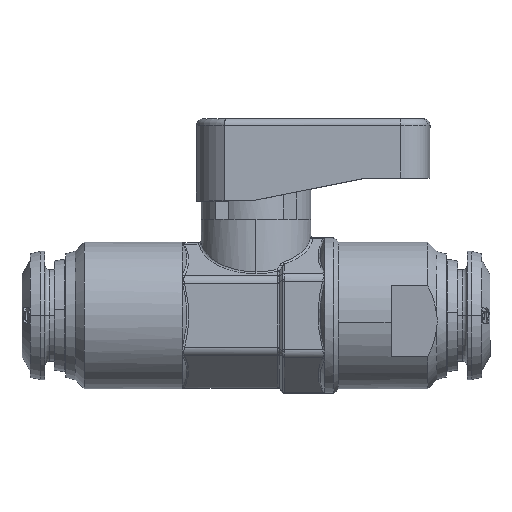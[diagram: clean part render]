
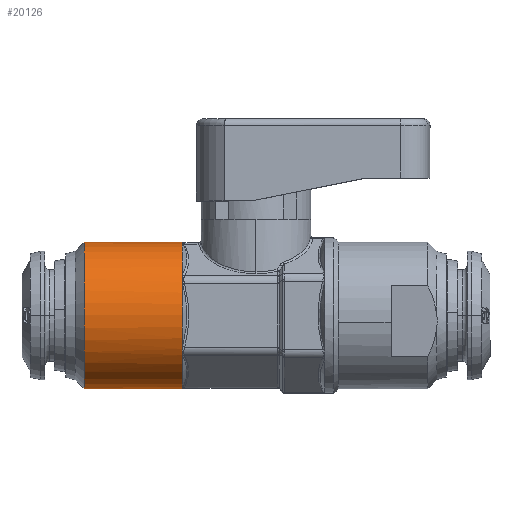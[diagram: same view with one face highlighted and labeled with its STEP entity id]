
A CAD part, top view. The second image highlights one B-rep face of the part: STEP entity #20126.
In plain terms, the highlighted cylindrical face has radius 8 mm (diameter 16 mm), a partial arc.
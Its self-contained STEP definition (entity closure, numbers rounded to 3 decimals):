
#3148 = EDGE_LOOP ( 'NONE', ( #29021, #29022, #29023, #29024, #29025, #29026, #29027, #29028, #29029, #29030 ) ) ;
#7290 = CARTESIAN_POINT ( 'NONE',  ( -2.887, 4.328, 6.728 ) ) ;
#7292 = CARTESIAN_POINT ( 'NONE',  ( -2.887, -3.662, 7.112 ) ) ;
#7294 = CARTESIAN_POINT ( 'NONE',  ( -2.887, -7.991, 0.385 ) ) ;
#7296 = CARTESIAN_POINT ( 'NONE',  ( -2.887, -4.328, 6.728 ) ) ;
#7297 = CARTESIAN_POINT ( 'NONE',  ( -2.887, 7.991, 0.385 ) ) ;
#7298 = CARTESIAN_POINT ( 'NONE',  ( -2.876, -8., 0. ) ) ;
#7300 = CARTESIAN_POINT ( 'NONE',  ( -13.588, 8., 0. ) ) ;
#7301 = CARTESIAN_POINT ( 'NONE',  ( -13.588, -8., 0. ) ) ;
#7312 = CARTESIAN_POINT ( 'NONE',  ( -2.876, 8., 0. ) ) ;
#7314 = CARTESIAN_POINT ( 'NONE',  ( -2.887, 3.662, 7.112 ) ) ;
#20126 = ADVANCED_FACE ( 'NONE', ( #39931 ), #39914, .T. ) ;
#22329 = AXIS2_PLACEMENT_3D ( 'NONE', #32538, #32539, #32540 ) ;
#22331 = AXIS2_PLACEMENT_3D ( 'NONE', #32562, #32563, #32564 ) ;
#22332 = AXIS2_PLACEMENT_3D ( 'NONE', #32571, #32572, #32573 ) ;
#22333 = AXIS2_PLACEMENT_3D ( 'NONE', #32580, #32581, #32582 ) ;
#23818 = EDGE_CURVE ( 'NONE', #24974, #24973, #37693, .T. ) ;
#23823 = EDGE_CURVE ( 'NONE', #24970, #24985, #31871, .T. ) ;
#23824 = EDGE_CURVE ( 'NONE', #24985, #24973, #37717, .T. ) ;
#23825 = EDGE_CURVE ( 'NONE', #24971, #24974, #37713, .T. ) ;
#23826 = EDGE_CURVE ( 'NONE', #24971, #24967, #31872, .T. ) ;
#23827 = EDGE_CURVE ( 'NONE', #24969, #24967, #37725, .T. ) ;
#23828 = EDGE_CURVE ( 'NONE', #24969, #24965, #31873, .T. ) ;
#23829 = EDGE_CURVE ( 'NONE', #24987, #24965, #37727, .T. ) ;
#23830 = EDGE_CURVE ( 'NONE', #24987, #24963, #31874, .T. ) ;
#23831 = EDGE_CURVE ( 'NONE', #24970, #24963, #37706, .T. ) ;
#24963 = VERTEX_POINT ( 'NONE', #7290 ) ;
#24965 = VERTEX_POINT ( 'NONE', #7292 ) ;
#24967 = VERTEX_POINT ( 'NONE', #7294 ) ;
#24969 = VERTEX_POINT ( 'NONE', #7296 ) ;
#24970 = VERTEX_POINT ( 'NONE', #7297 ) ;
#24971 = VERTEX_POINT ( 'NONE', #7298 ) ;
#24973 = VERTEX_POINT ( 'NONE', #7300 ) ;
#24974 = VERTEX_POINT ( 'NONE', #7301 ) ;
#24985 = VERTEX_POINT ( 'NONE', #7312 ) ;
#24987 = VERTEX_POINT ( 'NONE', #7314 ) ;
#25388 = AXIS2_PLACEMENT_3D ( 'NONE', #33882, #33883, #33881 ) ;
#29021 = ORIENTED_EDGE ( 'NONE', *, *, #23823, .T. ) ;
#29022 = ORIENTED_EDGE ( 'NONE', *, *, #23824, .T. ) ;
#29023 = ORIENTED_EDGE ( 'NONE', *, *, #23818, .F. ) ;
#29024 = ORIENTED_EDGE ( 'NONE', *, *, #23825, .F. ) ;
#29025 = ORIENTED_EDGE ( 'NONE', *, *, #23826, .T. ) ;
#29026 = ORIENTED_EDGE ( 'NONE', *, *, #23827, .F. ) ;
#29027 = ORIENTED_EDGE ( 'NONE', *, *, #23828, .T. ) ;
#29028 = ORIENTED_EDGE ( 'NONE', *, *, #23829, .F. ) ;
#29029 = ORIENTED_EDGE ( 'NONE', *, *, #23830, .T. ) ;
#29030 = ORIENTED_EDGE ( 'NONE', *, *, #23831, .F. ) ;
#31871 = B_SPLINE_CURVE_WITH_KNOTS ( 'NONE', 3,
 ( #32549, #32542, #32553, #32554 ),
 .UNSPECIFIED., .F., .F.,
 ( 4, 4 ),
 ( 0., 0. ),
 .UNSPECIFIED. ) ;
#31872 = B_SPLINE_CURVE_WITH_KNOTS ( 'NONE', 3,
 ( #32555, #32543, #32558, #32559 ),
 .UNSPECIFIED., .F., .F.,
 ( 4, 4 ),
 ( 0., 0.001 ),
 .UNSPECIFIED. ) ;
#31873 = B_SPLINE_CURVE_WITH_KNOTS ( 'NONE', 3,
 ( #32560, #32561, #32565, #32566, #32567, #32568 ),
 .UNSPECIFIED., .F., .F.,
 ( 4, 2, 4 ),
 ( 0., 0., 0.001 ),
 .UNSPECIFIED. ) ;
#31874 = B_SPLINE_CURVE_WITH_KNOTS ( 'NONE', 3,
 ( #32574, #32569, #32570, #32575, #32576, #32577 ),
 .UNSPECIFIED., .F., .F.,
 ( 4, 2, 4 ),
 ( 0., 0., 0.001 ),
 .UNSPECIFIED. ) ;
#32538 = CARTESIAN_POINT ( 'NONE',  ( -13.588, 0., 0. ) ) ;
#32539 = DIRECTION ( 'NONE',  ( -1., 0., 0. ) ) ;
#32540 = DIRECTION ( 'NONE',  ( 0., -1., 0. ) ) ;
#32542 = CARTESIAN_POINT ( 'NONE',  ( -2.887, 7.997, 0.256 ) ) ;
#32543 = CARTESIAN_POINT ( 'NONE',  ( -2.876, -8., 0.128 ) ) ;
#32549 = CARTESIAN_POINT ( 'NONE',  ( -2.887, 7.991, 0.385 ) ) ;
#32551 = CARTESIAN_POINT ( 'NONE',  ( -18.747, 8., 0. ) ) ;
#32552 = DIRECTION ( 'NONE',  ( -1., 0., 0. ) ) ;
#32553 = CARTESIAN_POINT ( 'NONE',  ( -2.876, 8., 0.128 ) ) ;
#32554 = CARTESIAN_POINT ( 'NONE',  ( -2.876, 8., 0. ) ) ;
#32555 = CARTESIAN_POINT ( 'NONE',  ( -2.876, -8., 0. ) ) ;
#32556 = CARTESIAN_POINT ( 'NONE',  ( -18.747, -8., 0. ) ) ;
#32557 = DIRECTION ( 'NONE',  ( -1., 0., 0. ) ) ;
#32558 = CARTESIAN_POINT ( 'NONE',  ( -2.887, -7.997, 0.256 ) ) ;
#32559 = CARTESIAN_POINT ( 'NONE',  ( -2.887, -7.991, 0.385 ) ) ;
#32560 = CARTESIAN_POINT ( 'NONE',  ( -2.887, -4.328, 6.728 ) ) ;
#32561 = CARTESIAN_POINT ( 'NONE',  ( -2.887, -4.221, 6.797 ) ) ;
#32562 = CARTESIAN_POINT ( 'NONE',  ( -2.887, 0., 0. ) ) ;
#32563 = DIRECTION ( 'NONE',  ( 1., 0., 0. ) ) ;
#32564 = DIRECTION ( 'NONE',  ( 0., -1., 0. ) ) ;
#32565 = CARTESIAN_POINT ( 'NONE',  ( -2.876, -4.111, 6.864 ) ) ;
#32566 = CARTESIAN_POINT ( 'NONE',  ( -2.876, -3.889, 6.992 ) ) ;
#32567 = CARTESIAN_POINT ( 'NONE',  ( -2.887, -3.777, 7.054 ) ) ;
#32568 = CARTESIAN_POINT ( 'NONE',  ( -2.887, -3.662, 7.112 ) ) ;
#32569 = CARTESIAN_POINT ( 'NONE',  ( -2.887, 3.776, 7.054 ) ) ;
#32570 = CARTESIAN_POINT ( 'NONE',  ( -2.876, 3.889, 6.992 ) ) ;
#32571 = CARTESIAN_POINT ( 'NONE',  ( -2.887, 0., 0. ) ) ;
#32572 = DIRECTION ( 'NONE',  ( 1., 0., 0. ) ) ;
#32573 = DIRECTION ( 'NONE',  ( 0., -1., 0. ) ) ;
#32574 = CARTESIAN_POINT ( 'NONE',  ( -2.887, 3.662, 7.112 ) ) ;
#32575 = CARTESIAN_POINT ( 'NONE',  ( -2.876, 4.111, 6.864 ) ) ;
#32576 = CARTESIAN_POINT ( 'NONE',  ( -2.887, 4.22, 6.797 ) ) ;
#32577 = CARTESIAN_POINT ( 'NONE',  ( -2.887, 4.328, 6.728 ) ) ;
#32580 = CARTESIAN_POINT ( 'NONE',  ( -2.887, 0., 0. ) ) ;
#32581 = DIRECTION ( 'NONE',  ( 1., 0., 0. ) ) ;
#32582 = DIRECTION ( 'NONE',  ( 0., -1., 0. ) ) ;
#33881 = DIRECTION ( 'NONE',  ( 0., -1., 0. ) ) ;
#33882 = CARTESIAN_POINT ( 'NONE',  ( -18.747, 0., 0. ) ) ;
#33883 = DIRECTION ( 'NONE',  ( -1., 0., 0. ) ) ;
#37693 = CIRCLE ( 'NONE', #22329, 8. ) ;
#37706 = CIRCLE ( 'NONE', #22333, 8. ) ;
#37713 = LINE ( 'NONE', #32556, #37722 ) ;
#37717 = LINE ( 'NONE', #32551, #37719 ) ;
#37719 = VECTOR ( 'NONE', #32552, 1000. ) ;
#37722 = VECTOR ( 'NONE', #32557, 1000. ) ;
#37725 = CIRCLE ( 'NONE', #22331, 8. ) ;
#37727 = CIRCLE ( 'NONE', #22332, 8. ) ;
#39914 = CYLINDRICAL_SURFACE ( 'NONE', #25388, 8. ) ;
#39931 = FACE_OUTER_BOUND ( 'NONE', #3148, .T. ) ;
